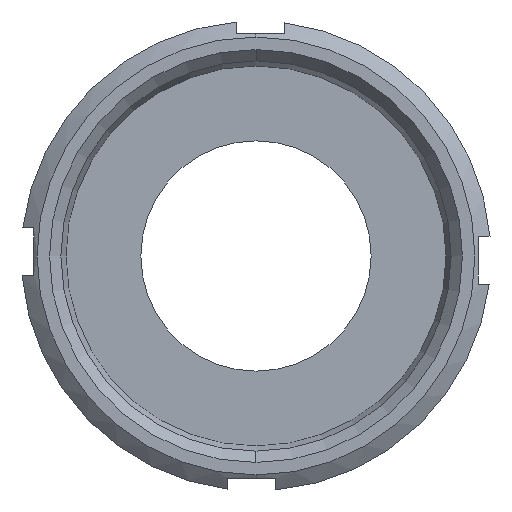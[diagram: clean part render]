
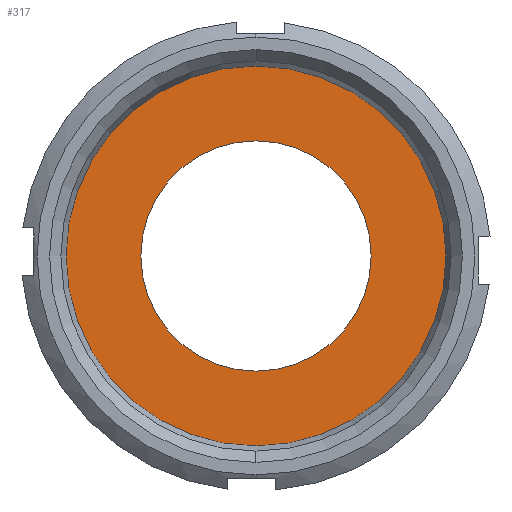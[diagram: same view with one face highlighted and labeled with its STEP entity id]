
A CAD part, left-side view. The second image highlights one B-rep face of the part: STEP entity #317.
In plain terms, the highlighted planar face has unit normal (-1, 0, 0).
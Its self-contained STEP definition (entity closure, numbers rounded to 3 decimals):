
#43 = DIRECTION ( 'NONE',  ( 1., 0., 0. ) ) ;
#49 = ORIENTED_EDGE ( 'NONE', *, *, #608, .T. ) ;
#117 = VERTEX_POINT ( 'NONE', #342 ) ;
#136 = DIRECTION ( 'NONE',  ( 0., 0., -1. ) ) ;
#174 = VERTEX_POINT ( 'NONE', #191 ) ;
#182 = AXIS2_PLACEMENT_3D ( 'NONE', #561, #224, #217 ) ;
#183 = DIRECTION ( 'NONE',  ( 0., 0., 1. ) ) ;
#191 = CARTESIAN_POINT ( 'NONE',  ( 11.371, 0., 23.928 ) ) ;
#217 = DIRECTION ( 'NONE',  ( 0., 0., 1. ) ) ;
#224 = DIRECTION ( 'NONE',  ( -1., 0., 0. ) ) ;
#251 = EDGE_LOOP ( 'NONE', ( #560, #583 ) ) ;
#268 = CARTESIAN_POINT ( 'NONE',  ( 11.371, 0., 0. ) ) ;
#317 = ADVANCED_FACE ( 'NONE', ( #380, #1073 ), #658, .F. ) ;
#323 = CARTESIAN_POINT ( 'NONE',  ( 11.371, 0., 0. ) ) ;
#342 = CARTESIAN_POINT ( 'NONE',  ( 11.371, 0., -23.928 ) ) ;
#344 = EDGE_CURVE ( 'NONE', #388, #628, #939, .T. ) ;
#380 = FACE_BOUND ( 'NONE', #251, .T. ) ;
#388 = VERTEX_POINT ( 'NONE', #689 ) ;
#391 = ORIENTED_EDGE ( 'NONE', *, *, #512, .T. ) ;
#423 = CARTESIAN_POINT ( 'NONE',  ( 11.371, 0., 0. ) ) ;
#426 = CIRCLE ( 'NONE', #457, 23.928 ) ;
#457 = AXIS2_PLACEMENT_3D ( 'NONE', #423, #514, #832 ) ;
#498 = CIRCLE ( 'NONE', #675, 23.928 ) ;
#512 = EDGE_CURVE ( 'NONE', #117, #174, #426, .T. ) ;
#514 = DIRECTION ( 'NONE',  ( -1., 0., 0. ) ) ;
#524 = AXIS2_PLACEMENT_3D ( 'NONE', #323, #897, #738 ) ;
#560 = ORIENTED_EDGE ( 'NONE', *, *, #731, .F. ) ;
#561 = CARTESIAN_POINT ( 'NONE',  ( 11.371, 0., 0. ) ) ;
#583 = ORIENTED_EDGE ( 'NONE', *, *, #344, .F. ) ;
#608 = EDGE_CURVE ( 'NONE', #174, #117, #498, .T. ) ;
#628 = VERTEX_POINT ( 'NONE', #861 ) ;
#658 = PLANE ( 'NONE',  #809 ) ;
#675 = AXIS2_PLACEMENT_3D ( 'NONE', #268, #1050, #183 ) ;
#689 = CARTESIAN_POINT ( 'NONE',  ( 11.371, 0., -14.5 ) ) ;
#731 = EDGE_CURVE ( 'NONE', #628, #388, #863, .T. ) ;
#738 = DIRECTION ( 'NONE',  ( 0., 0., 1. ) ) ;
#806 = CARTESIAN_POINT ( 'NONE',  ( 11.371, 23.928, 0. ) ) ;
#809 = AXIS2_PLACEMENT_3D ( 'NONE', #806, #43, #136 ) ;
#832 = DIRECTION ( 'NONE',  ( 0., 0., 1. ) ) ;
#861 = CARTESIAN_POINT ( 'NONE',  ( 11.371, 0., 14.5 ) ) ;
#863 = CIRCLE ( 'NONE', #524, 14.5 ) ;
#897 = DIRECTION ( 'NONE',  ( -1., 0., 0. ) ) ;
#939 = CIRCLE ( 'NONE', #182, 14.5 ) ;
#979 = EDGE_LOOP ( 'NONE', ( #49, #391 ) ) ;
#1050 = DIRECTION ( 'NONE',  ( -1., 0., 0. ) ) ;
#1073 = FACE_OUTER_BOUND ( 'NONE', #979, .T. ) ;
